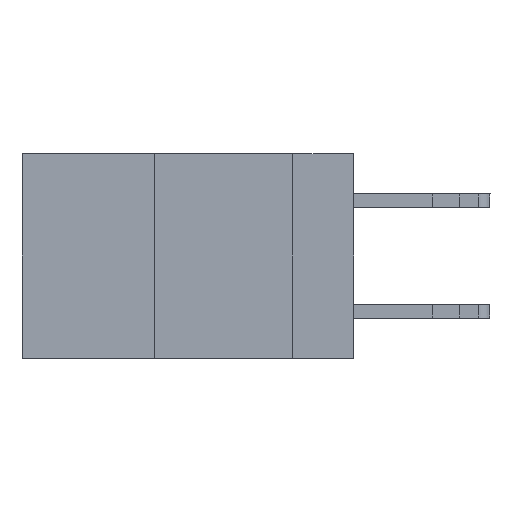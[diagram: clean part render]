
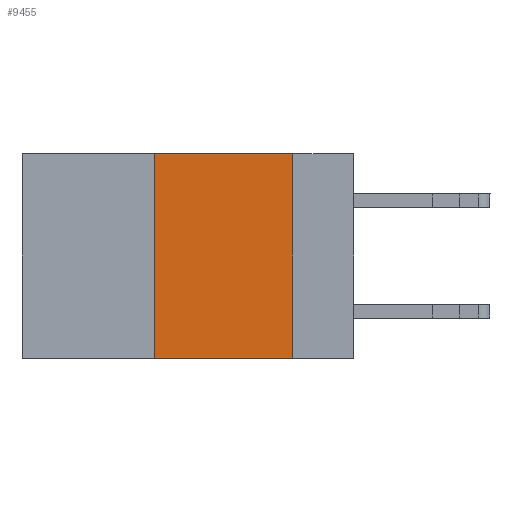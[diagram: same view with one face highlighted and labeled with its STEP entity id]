
A CAD part, left-side view. The second image highlights one B-rep face of the part: STEP entity #9455.
In plain terms, the highlighted planar face has unit normal (-1, 0, 0).
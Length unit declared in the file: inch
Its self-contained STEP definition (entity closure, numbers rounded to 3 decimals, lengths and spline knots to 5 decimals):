
#1680 = VERTEX_POINT ( 'NONE', #15727 ) ;
#2428 = LINE ( 'NONE', #8281, #26684 ) ;
#3031 = EDGE_CURVE ( 'NONE', #3813, #24592, #30651, .T. ) ;
#3813 = VERTEX_POINT ( 'NONE', #12853 ) ;
#4256 = VERTEX_POINT ( 'NONE', #29344 ) ;
#6943 = CARTESIAN_POINT ( 'NONE',  ( 0., 0.36, 0. ) ) ;
#7024 = LINE ( 'NONE', #12690, #12642 ) ;
#8281 = CARTESIAN_POINT ( 'NONE',  ( 0., 0.6, -0.37 ) ) ;
#9455 = ADVANCED_FACE ( 'NONE', ( #33839 ), #13777, .F. ) ;
#9642 = ORIENTED_EDGE ( 'NONE', *, *, #20911, .F. ) ;
#11610 = ORIENTED_EDGE ( 'NONE', *, *, #24231, .T. ) ;
#11672 = VECTOR ( 'NONE', #22717, 39.37008 ) ;
#12642 = VECTOR ( 'NONE', #24218, 39.37008 ) ;
#12690 = CARTESIAN_POINT ( 'NONE',  ( 0., 0.6, 0. ) ) ;
#12709 = EDGE_LOOP ( 'NONE', ( #22588, #9642, #13662, #11610 ) ) ;
#12853 = CARTESIAN_POINT ( 'NONE',  ( 0., 0.36, -0.37 ) ) ;
#13074 = DIRECTION ( 'NONE',  ( 0., -1., 0. ) ) ;
#13662 = ORIENTED_EDGE ( 'NONE', *, *, #3031, .F. ) ;
#13777 = PLANE ( 'NONE',  #35689 ) ;
#14223 = LINE ( 'NONE', #37295, #11672 ) ;
#15727 = CARTESIAN_POINT ( 'NONE',  ( 0., 0.11, 0. ) ) ;
#19448 = DIRECTION ( 'NONE',  ( 1., 0., 0. ) ) ;
#19801 = CARTESIAN_POINT ( 'NONE',  ( 0., 0.6, 0. ) ) ;
#20911 = EDGE_CURVE ( 'NONE', #24592, #1680, #7024, .T. ) ;
#22171 = VECTOR ( 'NONE', #29906, 39.37008 ) ;
#22588 = ORIENTED_EDGE ( 'NONE', *, *, #27446, .F. ) ;
#22717 = DIRECTION ( 'NONE',  ( 0., 0., -1. ) ) ;
#24218 = DIRECTION ( 'NONE',  ( 0., -1., 0. ) ) ;
#24231 = EDGE_CURVE ( 'NONE', #3813, #4256, #2428, .T. ) ;
#24592 = VERTEX_POINT ( 'NONE', #6943 ) ;
#26684 = VECTOR ( 'NONE', #13074, 39.37008 ) ;
#27446 = EDGE_CURVE ( 'NONE', #1680, #4256, #14223, .T. ) ;
#29344 = CARTESIAN_POINT ( 'NONE',  ( 0., 0.11, -0.37 ) ) ;
#29906 = DIRECTION ( 'NONE',  ( 0., 0., 1. ) ) ;
#30651 = LINE ( 'NONE', #33685, #22171 ) ;
#31545 = DIRECTION ( 'NONE',  ( 0., 0., -1. ) ) ;
#33685 = CARTESIAN_POINT ( 'NONE',  ( 0., 0.36, 0. ) ) ;
#33839 = FACE_OUTER_BOUND ( 'NONE', #12709, .T. ) ;
#35689 = AXIS2_PLACEMENT_3D ( 'NONE', #19801, #19448, #31545 ) ;
#37295 = CARTESIAN_POINT ( 'NONE',  ( 0., 0.11, 0. ) ) ;
